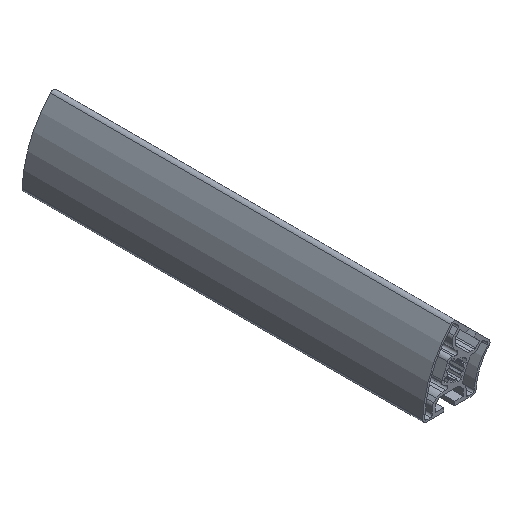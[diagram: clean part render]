
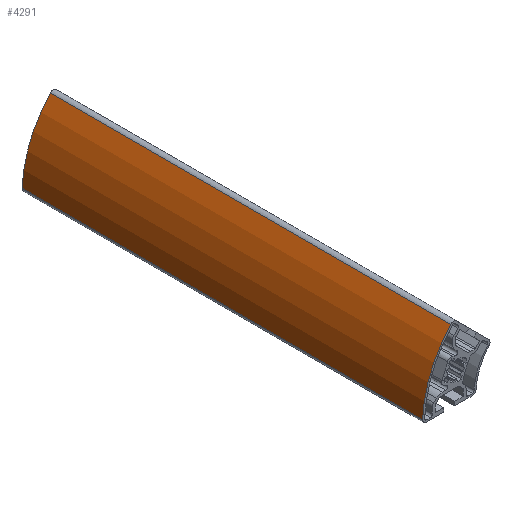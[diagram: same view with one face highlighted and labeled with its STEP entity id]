
A CAD part, isometric view. The second image highlights one B-rep face of the part: STEP entity #4291.
In plain terms, the highlighted cylindrical face has radius 80 mm (diameter 160.001 mm), a partial arc.
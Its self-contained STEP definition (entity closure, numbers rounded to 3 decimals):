
#73 = CARTESIAN_POINT ( 'NONE',  ( -59.999, -24.85, 0. ) ) ;
#76 = DIRECTION ( 'NONE',  ( 0., 0., 1. ) ) ;
#79 = DIRECTION ( 'NONE',  ( 1., 0., 0. ) ) ;
#175 = CIRCLE ( 'NONE', #196, 80. ) ;
#179 = AXIS2_PLACEMENT_3D ( 'NONE', #73, #76, #79 ) ;
#184 = VECTOR ( 'NONE', #4822, 1000. ) ;
#196 = AXIS2_PLACEMENT_3D ( 'NONE', #4808, #4809, #4810 ) ;
#197 = CIRCLE ( 'NONE', #179, 80. ) ;
#644 = VECTOR ( 'NONE', #2569, 1000. ) ;
#799 = AXIS2_PLACEMENT_3D ( 'NONE', #3240, #3241, #3234 ) ;
#1950 = ORIENTED_EDGE ( 'NONE', *, *, #4435, .F. ) ;
#1969 = ORIENTED_EDGE ( 'NONE', *, *, #4781, .T. ) ;
#1975 = ORIENTED_EDGE ( 'NONE', *, *, #4443, .F. ) ;
#2008 = ORIENTED_EDGE ( 'NONE', *, *, #4439, .T. ) ;
#2556 = CARTESIAN_POINT ( 'NONE',  ( -1.269, 29.472, -300. ) ) ;
#2564 = LINE ( 'NONE', #2556, #644 ) ;
#2569 = DIRECTION ( 'NONE',  ( 0., 0., 1. ) ) ;
#3234 = DIRECTION ( 'NONE',  ( 1., 0., 0. ) ) ;
#3235 = FACE_OUTER_BOUND ( 'NONE', #3548, .T. ) ;
#3239 = CYLINDRICAL_SURFACE ( 'NONE', #799, 80. ) ;
#3240 = CARTESIAN_POINT ( 'NONE',  ( -59.999, -24.85, -300. ) ) ;
#3241 = DIRECTION ( 'NONE',  ( 0., 0., 1. ) ) ;
#3548 = EDGE_LOOP ( 'NONE', ( #1950, #1975, #2008, #1969 ) ) ;
#3957 = CARTESIAN_POINT ( 'NONE',  ( -1.269, 29.472, 0. ) ) ;
#3965 = CARTESIAN_POINT ( 'NONE',  ( -1.269, 29.472, -300. ) ) ;
#3976 = CARTESIAN_POINT ( 'NONE',  ( 19.941, -21.733, 0. ) ) ;
#4005 = CARTESIAN_POINT ( 'NONE',  ( 19.941, -21.733, -300. ) ) ;
#4116 = VERTEX_POINT ( 'NONE', #3965 ) ;
#4127 = VERTEX_POINT ( 'NONE', #3957 ) ;
#4148 = VERTEX_POINT ( 'NONE', #3976 ) ;
#4159 = VERTEX_POINT ( 'NONE', #4005 ) ;
#4291 = ADVANCED_FACE ( 'NONE', ( #3235 ), #3239, .T. ) ;
#4435 = EDGE_CURVE ( 'NONE', #4148, #4127, #197, .T. ) ;
#4439 = EDGE_CURVE ( 'NONE', #4159, #4116, #175, .T. ) ;
#4443 = EDGE_CURVE ( 'NONE', #4159, #4148, #4813, .T. ) ;
#4781 = EDGE_CURVE ( 'NONE', #4116, #4127, #2564, .T. ) ;
#4808 = CARTESIAN_POINT ( 'NONE',  ( -59.999, -24.85, -300. ) ) ;
#4809 = DIRECTION ( 'NONE',  ( 0., 0., 1. ) ) ;
#4810 = DIRECTION ( 'NONE',  ( 1., 0., 0. ) ) ;
#4813 = LINE ( 'NONE', #4825, #184 ) ;
#4822 = DIRECTION ( 'NONE',  ( 0., 0., 1. ) ) ;
#4825 = CARTESIAN_POINT ( 'NONE',  ( 19.941, -21.733, -300. ) ) ;
